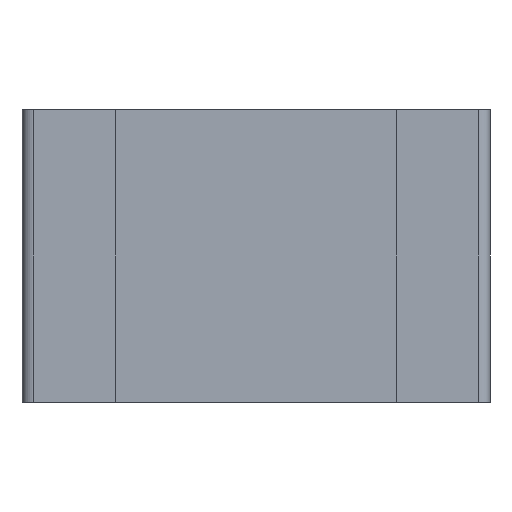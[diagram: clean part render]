
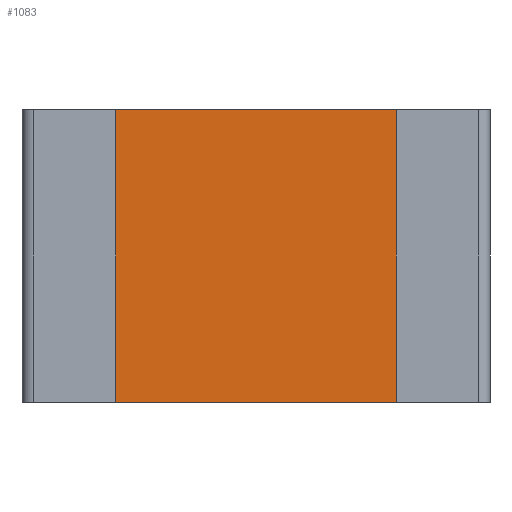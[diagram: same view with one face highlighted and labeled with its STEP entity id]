
A CAD part, front view. The second image highlights one B-rep face of the part: STEP entity #1083.
In plain terms, the highlighted planar face has unit normal (0, -1, 0).
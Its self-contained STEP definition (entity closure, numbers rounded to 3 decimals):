
#151 = DIRECTION ( 'NONE',  ( 0., 0., -1. ) ) ;
#322 = ORIENTED_EDGE ( 'NONE', *, *, #505, .F. ) ;
#456 = VERTEX_POINT ( 'NONE', #5365 ) ;
#458 = LINE ( 'NONE', #1386, #2488 ) ;
#505 = EDGE_CURVE ( 'NONE', #5467, #6161, #573, .T. ) ;
#573 = LINE ( 'NONE', #3110, #2761 ) ;
#1083 = ADVANCED_FACE ( 'NONE', ( #2099 ), #4551, .F. ) ;
#1143 = ORIENTED_EDGE ( 'NONE', *, *, #2122, .F. ) ;
#1163 = LINE ( 'NONE', #3975, #5303 ) ;
#1386 = CARTESIAN_POINT ( 'NONE',  ( -0.95, 0.05, -0.625 ) ) ;
#1406 = EDGE_CURVE ( 'NONE', #456, #5467, #1163, .T. ) ;
#1670 = CARTESIAN_POINT ( 'NONE',  ( 0., 0.05, 0. ) ) ;
#1838 = CARTESIAN_POINT ( 'NONE',  ( 0.95, 0.05, -0.625 ) ) ;
#2099 = FACE_OUTER_BOUND ( 'NONE', #3457, .T. ) ;
#2122 = EDGE_CURVE ( 'NONE', #5453, #456, #458, .T. ) ;
#2227 = EDGE_CURVE ( 'NONE', #6161, #5453, #3559, .T. ) ;
#2488 = VECTOR ( 'NONE', #6192, 1000. ) ;
#2512 = CARTESIAN_POINT ( 'NONE',  ( 0.95, 0.05, -0.625 ) ) ;
#2719 = ORIENTED_EDGE ( 'NONE', *, *, #2227, .F. ) ;
#2761 = VECTOR ( 'NONE', #5778, 1000. ) ;
#3110 = CARTESIAN_POINT ( 'NONE',  ( -0.95, 0.05, 0.625 ) ) ;
#3457 = EDGE_LOOP ( 'NONE', ( #5394, #1143, #2719, #322 ) ) ;
#3485 = DIRECTION ( 'NONE',  ( 0., 0., 1. ) ) ;
#3559 = LINE ( 'NONE', #2512, #4399 ) ;
#3975 = CARTESIAN_POINT ( 'NONE',  ( -0.95, 0.05, -0.625 ) ) ;
#4158 = CARTESIAN_POINT ( 'NONE',  ( -0.95, 0.05, 0.625 ) ) ;
#4399 = VECTOR ( 'NONE', #151, 1000. ) ;
#4551 = PLANE ( 'NONE',  #5511 ) ;
#4933 = DIRECTION ( 'NONE',  ( 0., 0., 1. ) ) ;
#5303 = VECTOR ( 'NONE', #4933, 1000. ) ;
#5344 = CARTESIAN_POINT ( 'NONE',  ( 0.95, 0.05, 0.625 ) ) ;
#5365 = CARTESIAN_POINT ( 'NONE',  ( -0.95, 0.05, -0.625 ) ) ;
#5388 = DIRECTION ( 'NONE',  ( 0., 1., 0. ) ) ;
#5394 = ORIENTED_EDGE ( 'NONE', *, *, #1406, .F. ) ;
#5453 = VERTEX_POINT ( 'NONE', #1838 ) ;
#5467 = VERTEX_POINT ( 'NONE', #4158 ) ;
#5511 = AXIS2_PLACEMENT_3D ( 'NONE', #1670, #5388, #3485 ) ;
#5778 = DIRECTION ( 'NONE',  ( 1., 0., 0. ) ) ;
#6161 = VERTEX_POINT ( 'NONE', #5344 ) ;
#6192 = DIRECTION ( 'NONE',  ( -1., 0., 0. ) ) ;
